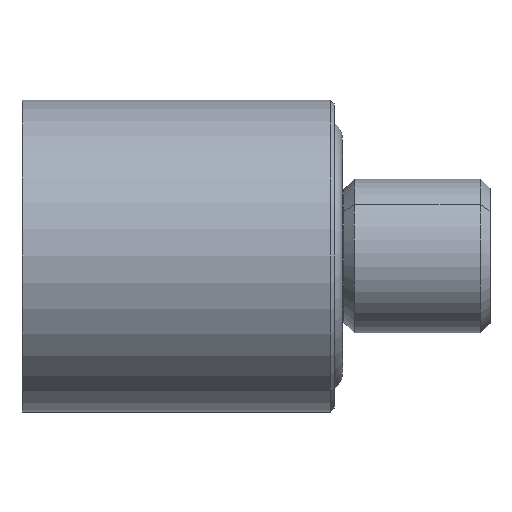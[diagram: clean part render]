
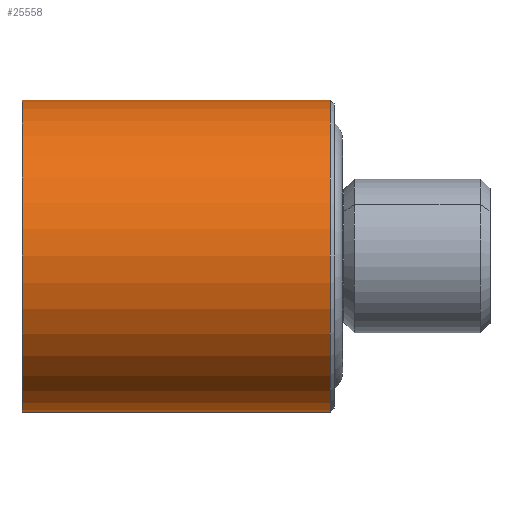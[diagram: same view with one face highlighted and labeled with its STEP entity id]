
A CAD part, left-side view. The second image highlights one B-rep face of the part: STEP entity #25558.
In plain terms, the highlighted cylindrical face has radius 8 mm (diameter 16 mm), a partial arc.
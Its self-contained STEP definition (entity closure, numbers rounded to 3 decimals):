
#371 = DIRECTION ( 'NONE',  ( 0., 0., 1. ) ) ;
#547 = EDGE_CURVE ( 'NONE', #8341, #1167, #26976, .T. ) ;
#1066 = AXIS2_PLACEMENT_3D ( 'NONE', #6209, #12607, #10517 ) ;
#1167 = VERTEX_POINT ( 'NONE', #26709 ) ;
#4036 = ORIENTED_EDGE ( 'NONE', *, *, #14325, .F. ) ;
#5336 = ORIENTED_EDGE ( 'NONE', *, *, #11067, .F. ) ;
#5678 = EDGE_CURVE ( 'NONE', #13052, #1167, #18516, .T. ) ;
#5768 = EDGE_LOOP ( 'NONE', ( #4036, #5336, #7155, #26863 ) ) ;
#6209 = CARTESIAN_POINT ( 'NONE',  ( 0., 0., 0. ) ) ;
#6606 = DIRECTION ( 'NONE',  ( 0., 0., -1. ) ) ;
#6660 = DIRECTION ( 'NONE',  ( 0., 1., 0. ) ) ;
#6717 = CARTESIAN_POINT ( 'NONE',  ( 0., 0.2, -8. ) ) ;
#7155 = ORIENTED_EDGE ( 'NONE', *, *, #547, .T. ) ;
#8094 = VERTEX_POINT ( 'NONE', #6717 ) ;
#8272 = CARTESIAN_POINT ( 'NONE',  ( 0., 0., -8. ) ) ;
#8341 = VERTEX_POINT ( 'NONE', #12639 ) ;
#9712 = AXIS2_PLACEMENT_3D ( 'NONE', #19362, #19625, #371 ) ;
#10517 = DIRECTION ( 'NONE',  ( 0., 0., 1. ) ) ;
#11067 = EDGE_CURVE ( 'NONE', #8341, #8094, #27349, .T. ) ;
#11280 = VECTOR ( 'NONE', #18675, 1000. ) ;
#12456 = LINE ( 'NONE', #8272, #11280 ) ;
#12607 = DIRECTION ( 'NONE',  ( 0., 1., 0. ) ) ;
#12639 = CARTESIAN_POINT ( 'NONE',  ( 0., 0.2, 8. ) ) ;
#13052 = VERTEX_POINT ( 'NONE', #15451 ) ;
#13136 = DIRECTION ( 'NONE',  ( 0., 1., 0. ) ) ;
#14325 = EDGE_CURVE ( 'NONE', #8094, #13052, #12456, .T. ) ;
#15451 = CARTESIAN_POINT ( 'NONE',  ( 0., 16., -8. ) ) ;
#18516 = CIRCLE ( 'NONE', #24219, 8. ) ;
#18675 = DIRECTION ( 'NONE',  ( 0., 1., 0. ) ) ;
#19088 = CYLINDRICAL_SURFACE ( 'NONE', #1066, 8. ) ;
#19362 = CARTESIAN_POINT ( 'NONE',  ( 0., 0.2, 0. ) ) ;
#19392 = CARTESIAN_POINT ( 'NONE',  ( 0., 0., 8. ) ) ;
#19625 = DIRECTION ( 'NONE',  ( 0., -1., 0. ) ) ;
#24219 = AXIS2_PLACEMENT_3D ( 'NONE', #25527, #13136, #6606 ) ;
#25527 = CARTESIAN_POINT ( 'NONE',  ( 0., 16., 0. ) ) ;
#25558 = ADVANCED_FACE ( 'NONE', ( #27215 ), #19088, .T. ) ;
#26305 = VECTOR ( 'NONE', #6660, 1000. ) ;
#26709 = CARTESIAN_POINT ( 'NONE',  ( 0., 16., 8. ) ) ;
#26863 = ORIENTED_EDGE ( 'NONE', *, *, #5678, .F. ) ;
#26976 = LINE ( 'NONE', #19392, #26305 ) ;
#27215 = FACE_OUTER_BOUND ( 'NONE', #5768, .T. ) ;
#27349 = CIRCLE ( 'NONE', #9712, 8. ) ;
